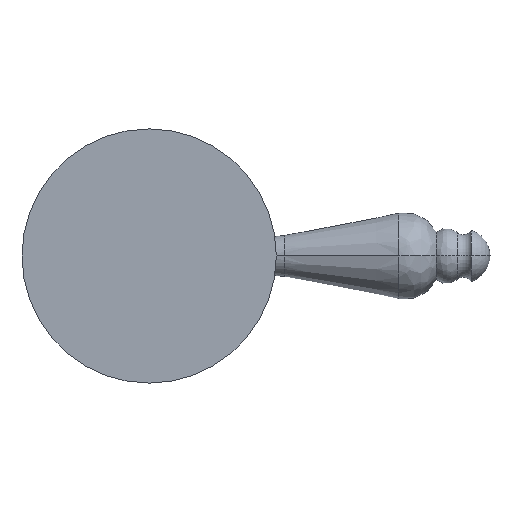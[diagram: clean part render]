
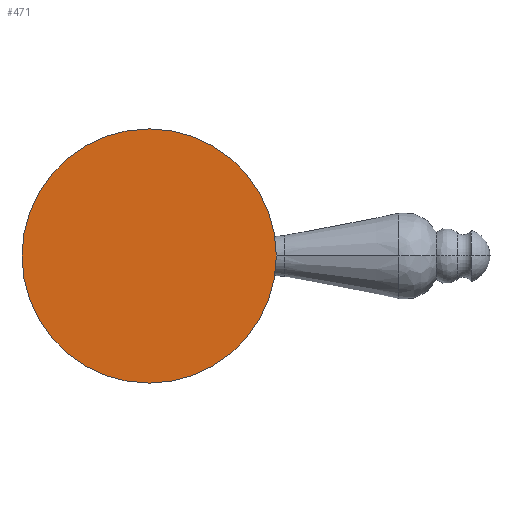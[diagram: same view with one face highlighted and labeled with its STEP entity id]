
A CAD part, front view. The second image highlights one B-rep face of the part: STEP entity #471.
In plain terms, the highlighted planar face has unit normal (0, -1, 0).
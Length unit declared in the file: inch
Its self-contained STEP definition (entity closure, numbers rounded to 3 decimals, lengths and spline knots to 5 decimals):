
#62=CARTESIAN_POINT('',(0.,0.,0.));
#63=DIRECTION('',(0.,-1.,0.));
#64=DIRECTION('',(-1.,0.,0.));
#65=AXIS2_PLACEMENT_3D('',#62,#63,#64);
#75=CARTESIAN_POINT('',(0.,0.,0.));
#76=DIRECTION('',(0.,1.,0.));
#77=DIRECTION('',(-1.,0.,0.));
#78=AXIS2_PLACEMENT_3D('',#75,#76,#77);
#344=CARTESIAN_POINT('',(-1.17,0.,0.));
#345=VERTEX_POINT('',#344);
#346=CARTESIAN_POINT('',(1.17,0.,0.));
#347=VERTEX_POINT('',#346);
#462=CARTESIAN_POINT('',(0.,0.,0.));
#463=DIRECTION('',(0.,-1.,0.));
#464=DIRECTION('',(1.,0.,0.));
#465=AXIS2_PLACEMENT_3D('',#462,#463,#464);
#466=PLANE('',#465);
#467=ORIENTED_EDGE('',*,*,#457,.T.);
#468=ORIENTED_EDGE('',*,*,#441,.F.);
#469=EDGE_LOOP('',(#467,#468));
#470=FACE_OUTER_BOUND('',#469,.F.);
#471=ADVANCED_FACE('',(#470),#466,.T.);
#66=CIRCLE('',#65,1.17);
#79=CIRCLE('',#78,1.17);
#441=EDGE_CURVE('',#345,#347,#66,.T.);
#457=EDGE_CURVE('',#345,#347,#79,.T.);
